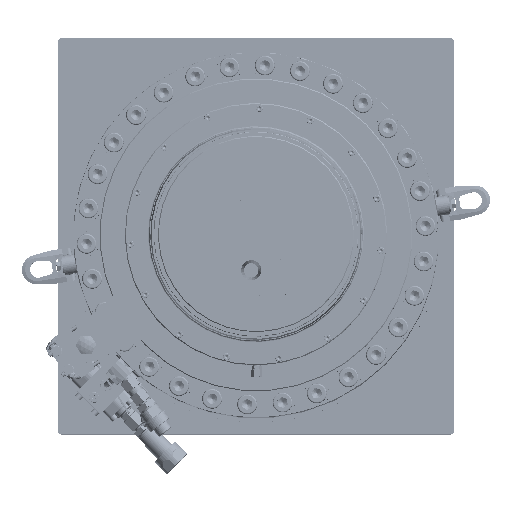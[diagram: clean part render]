
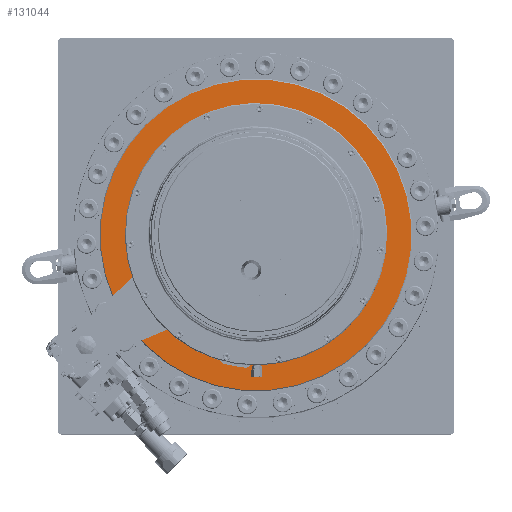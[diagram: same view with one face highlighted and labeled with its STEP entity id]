
A CAD part, top view. The second image highlights one B-rep face of the part: STEP entity #131044.
In plain terms, the highlighted planar face has unit normal (0, 0, 1).
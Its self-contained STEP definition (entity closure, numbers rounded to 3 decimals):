
#5748=FACE_BOUND('',#22985,.T.);
#8503=PLANE('',#142349);
#14960=FACE_OUTER_BOUND('',#22984,.T.);
#22984=EDGE_LOOP('',(#106681,#106682));
#22985=EDGE_LOOP('',(#106683,#106684));
#30029=CIRCLE('',#140597,353.);
#30030=CIRCLE('',#140598,353.);
#31032=CIRCLE('',#142350,275.25);
#31033=CIRCLE('',#142351,275.25);
#56647=VERTEX_POINT('',#225629);
#56648=VERTEX_POINT('',#225631);
#58201=VERTEX_POINT('',#231456);
#58202=VERTEX_POINT('',#231457);
#72857=EDGE_CURVE('',#56647,#56648,#30029,.T.);
#72858=EDGE_CURVE('',#56648,#56647,#30030,.T.);
#75046=EDGE_CURVE('',#58201,#58202,#31032,.T.);
#75047=EDGE_CURVE('',#58202,#58201,#31033,.T.);
#106681=ORIENTED_EDGE('',*,*,#72858,.F.);
#106682=ORIENTED_EDGE('',*,*,#72857,.F.);
#106683=ORIENTED_EDGE('',*,*,#75046,.F.);
#106684=ORIENTED_EDGE('',*,*,#75047,.F.);
#131044=ADVANCED_FACE('',(#14960,#5748),#8503,.T.);
#140597=AXIS2_PLACEMENT_3D('',#225632,#165436,#165437);
#140598=AXIS2_PLACEMENT_3D('',#225633,#165438,#165439);
#142349=AXIS2_PLACEMENT_3D('',#231455,#169832,#169833);
#142350=AXIS2_PLACEMENT_3D('',#231458,#169834,#169835);
#142351=AXIS2_PLACEMENT_3D('',#231459,#169836,#169837);
#165436=DIRECTION('center_axis',(0.,0.,
-1.));
#165437=DIRECTION('ref_axis',(-0.707,-0.707,0.));
#165438=DIRECTION('center_axis',(0.,0.,
-1.));
#165439=DIRECTION('ref_axis',(-0.707,-0.707,0.));
#169832=DIRECTION('center_axis',(0.,0.,
1.));
#169833=DIRECTION('ref_axis',(-0.707,0.707,0.));
#169834=DIRECTION('center_axis',(0.,0.,
1.));
#169835=DIRECTION('ref_axis',(-1.,0.,0.));
#169836=DIRECTION('center_axis',(0.,0.,
1.));
#169837=DIRECTION('ref_axis',(-1.,0.,0.));
#225629=CARTESIAN_POINT('',(249.609,249.609,1710.));
#225631=CARTESIAN_POINT('',(-249.609,-249.609,1710.));
#225632=CARTESIAN_POINT('Origin',(0.,0.,
1710.));
#225633=CARTESIAN_POINT('Origin',(0.,0.,
1710.));
#231455=CARTESIAN_POINT('Origin',(-222.208,-222.208,1710.));
#231456=CARTESIAN_POINT('',(125.309,-245.072,1710.));
#231457=CARTESIAN_POINT('',(-245.072,-125.309,1710.));
#231458=CARTESIAN_POINT('Origin',(0.,0.,
1710.));
#231459=CARTESIAN_POINT('Origin',(0.,0.,
1710.));
